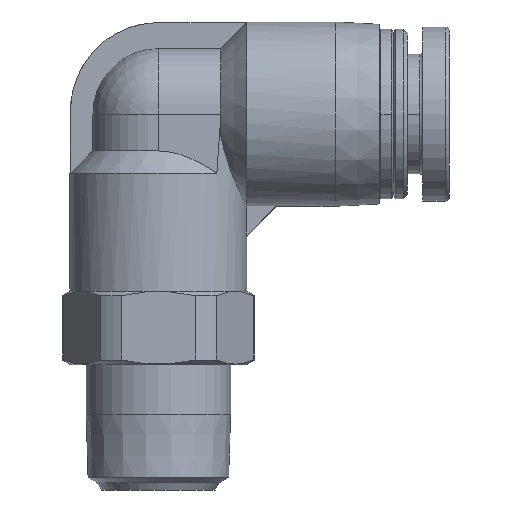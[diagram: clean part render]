
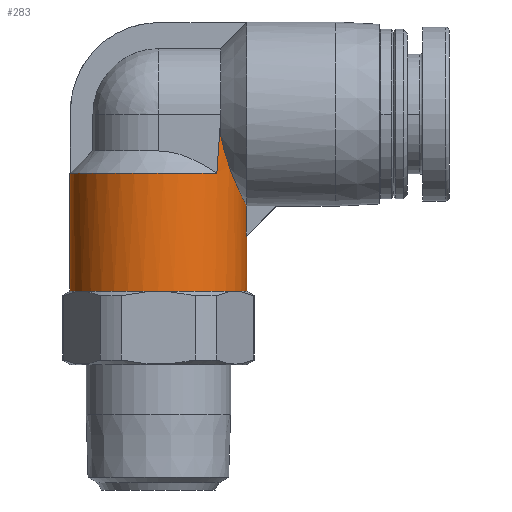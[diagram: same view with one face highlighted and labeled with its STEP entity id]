
A CAD part, front view. The second image highlights one B-rep face of the part: STEP entity #283.
In plain terms, the highlighted cylindrical face has radius 6 mm (diameter 12 mm), a partial arc.
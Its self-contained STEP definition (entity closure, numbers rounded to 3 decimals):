
#22=ELLIPSE('',#1691,85.507,6.);
#25=ELLIPSE('',#1697,8.485,6.);
#44=VECTOR('',#1822,2.062);
#59=VECTOR('',#1822,3.75);
#60=VECTOR('',#1822,8.);
#108=LINE('',#1405,#44);
#123=LINE('',#1390,#59);
#124=LINE('',#1391,#60);
#171=CYLINDRICAL_SURFACE('',#1756,6.);
#191=B_SPLINE_CURVE_WITH_KNOTS('',3,(#1357,#1359,#1360,#1361,#1362,#1358),.UNSPECIFIED.,.F.,.U.,(4,1,1,4),(0.,0.499,0.75,1.),.UNSPECIFIED.);
#193=B_SPLINE_CURVE_WITH_KNOTS('',3,(#1357,#1369,#1370,#1368),.UNSPECIFIED.,.F.,.U.,(4,4),(0.,1.),.UNSPECIFIED.);
#199=B_SPLINE_CURVE_WITH_KNOTS('',3,(#1371,#1480,#1481,#1477),.UNSPECIFIED.,.F.,.U.,(4,4),(0.,1.),.UNSPECIFIED.);
#283=ADVANCED_FACE('JKL6-01__',(#371),#171,.T.);
#371=FACE_OUTER_BOUND('',#1251,.T.);
#597=ORIENTED_EDGE('',*,*,#927,.T.);
#598=ORIENTED_EDGE('',*,*,#855,.T.);
#599=ORIENTED_EDGE('',*,*,#860,.T.);
#600=ORIENTED_EDGE('',*,*,#821,.F.);
#601=ORIENTED_EDGE('',*,*,#828,.T.);
#602=ORIENTED_EDGE('',*,*,#849,.T.);
#603=ORIENTED_EDGE('',*,*,#830,.T.);
#604=ORIENTED_EDGE('',*,*,#863,.T.);
#605=ORIENTED_EDGE('',*,*,#928,.F.);
#606=ORIENTED_EDGE('',*,*,#842,.F.);
#821=EDGE_CURVE('21',#1101,#1102,#191,.T.);
#828=EDGE_CURVE('28',#1101,#1106,#193,.T.);
#830=EDGE_CURVE('30',#1109,#1107,#1007,.T.);
#842=EDGE_CURVE('89',#1117,#1118,#1014,.T.);
#849=EDGE_CURVE('29',#1106,#1109,#22,.T.);
#855=EDGE_CURVE('157',#1126,#1125,#25,.T.);
#860=EDGE_CURVE('27',#1125,#1102,#108,.T.);
#863=EDGE_CURVE('91',#1107,#1127,#199,.T.);
#927=EDGE_CURVE('158',#1117,#1126,#123,.T.);
#928=EDGE_CURVE('88',#1118,#1127,#124,.T.);
#1007=CIRCLE('',#1670,6.);
#1014=CIRCLE('',#1682,6.);
#1101=VERTEX_POINT('18',#1357);
#1102=VERTEX_POINT('19',#1358);
#1106=VERTEX_POINT('27',#1368);
#1107=VERTEX_POINT('29',#1371);
#1109=VERTEX_POINT('28',#1375);
#1117=VERTEX_POINT('24',#1390);
#1118=VERTEX_POINT('83',#1391);
#1125=VERTEX_POINT('26',#1405);
#1126=VERTEX_POINT('110',#1406);
#1127=VERTEX_POINT('84',#1477);
#1251=EDGE_LOOP('',(#597,#598,#599,#600,#601,#602,#603,#604,#605,#606));
#1349=CARTESIAN_POINT('',(0.,0.,21.5));
#1357=CARTESIAN_POINT('',(4.25,-4.235,23.979));
#1358=CARTESIAN_POINT('',(5.979,-0.5,19.291));
#1359=CARTESIAN_POINT('',(4.434,-4.05,22.919));
#1360=CARTESIAN_POINT('',(4.978,-3.478,21.392));
#1361=CARTESIAN_POINT('',(5.692,-2.059,19.855));
#1362=CARTESIAN_POINT('',(5.934,-1.038,19.379));
#1368=CARTESIAN_POINT('',(4.162,-4.322,24.247));
#1369=CARTESIAN_POINT('',(4.219,-4.267,24.067));
#1370=CARTESIAN_POINT('',(4.189,-4.296,24.156));
#1371=CARTESIAN_POINT('',(-5.953,-0.75,21.5));
#1375=CARTESIAN_POINT('',(3.969,-4.5,21.5));
#1390=CARTESIAN_POINT('',(6.,0.,13.5));
#1391=CARTESIAN_POINT('',(-6.,0.,13.5));
#1392=CARTESIAN_POINT('',(0.,0.,13.5));
#1396=CARTESIAN_POINT('',(0.,0.,-34.918));
#1405=CARTESIAN_POINT('',(5.979,-0.5,17.229));
#1406=CARTESIAN_POINT('',(6.,0.,17.25));
#1407=CARTESIAN_POINT('',(0.,0.,11.25));
#1477=CARTESIAN_POINT('',(-6.,0.,21.5));
#1480=CARTESIAN_POINT('',(-5.984,-0.501,21.5));
#1481=CARTESIAN_POINT('',(-6.,-0.25,21.5));
#1670=AXIS2_PLACEMENT_3D('',#1349,#1825,#1842);
#1682=AXIS2_PLACEMENT_3D('',#1392,#1825,#1823);
#1691=AXIS2_PLACEMENT_3D('',#1396,#1839,#1840);
#1697=AXIS2_PLACEMENT_3D('',#1407,#1846,#1847);
#1756=AXIS2_PLACEMENT_3D('',#1392,#1822,#1826);
#1822=DIRECTION('',(0.,0.,1.));
#1823=DIRECTION('',(1.,0.,0.));
#1825=DIRECTION('',(0.,0.,-1.));
#1826=DIRECTION('',(-1.,0.,0.));
#1839=DIRECTION('',(0.998,0.,-0.07));
#1840=DIRECTION('',(0.07,0.,0.998));
#1842=DIRECTION('',(0.661,-0.75,0.));
#1846=DIRECTION('',(0.707,0.,-0.707));
#1847=DIRECTION('',(0.707,0.,0.707));
